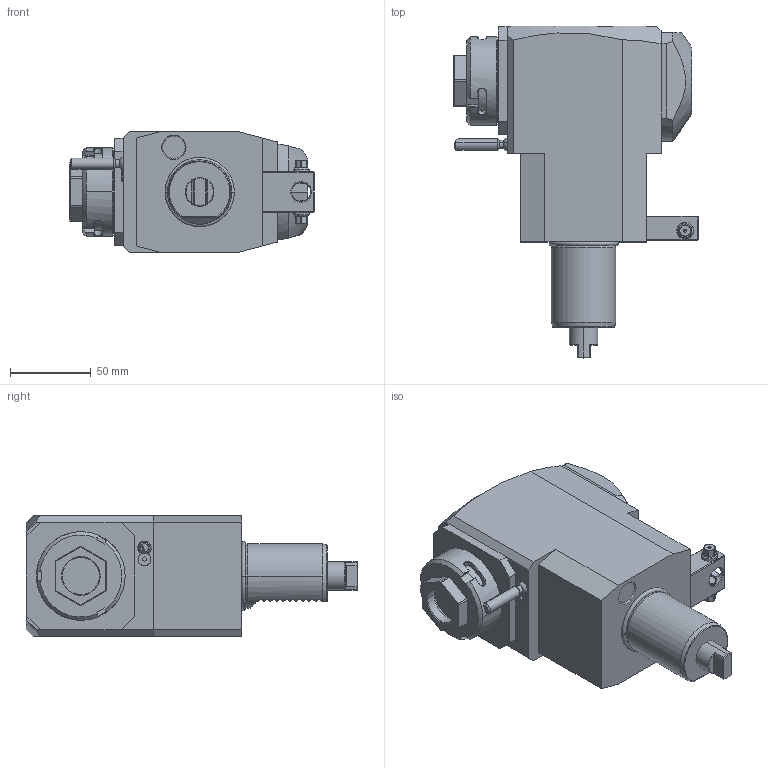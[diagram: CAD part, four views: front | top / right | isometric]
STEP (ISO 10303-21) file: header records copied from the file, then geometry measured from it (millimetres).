
FILE_DESCRIPTION((''),'2;1');
FILE_NAME('NGT1_40_225_32_1_2_100T','2024-10-24T',('vali'),('NOVA GRUP'),'PRO/ENGINEER BY PARAMETRIC TECHNOLOGY CORPORATION, 2010280','PRO/ENGINEER BY PARAMETRIC TECHNOLOGY CORPORATION, 2010280','');
FILE_SCHEMA(('CONFIG_CONTROL_DESIGN'));
Length unit declared in the file: millimetre
Products named in the file (1): NGT1_40_225_32_1_2_100T
Bounding box: 151.5 x 206 x 75 mm (x, y, z)
Volume: 1069742 mm3; surface area: 77322.5 mm2
Topology: 1 solids, 2 shells, 347 faces, 921 edges, 591 vertices
Faces by surface type: plane 189, cylinder 84, cone 63, bspline 6, torus 3, sphere 2
Entity records: 13565 total; most frequent: CARTESIAN_POINT 5162, ORIENTED_EDGE 1834, DIRECTION 1603, EDGE_CURVE 917, VERTEX_POINT 591, AXIS2_PLACEMENT_3D 544, VECTOR 515, LINE 515
